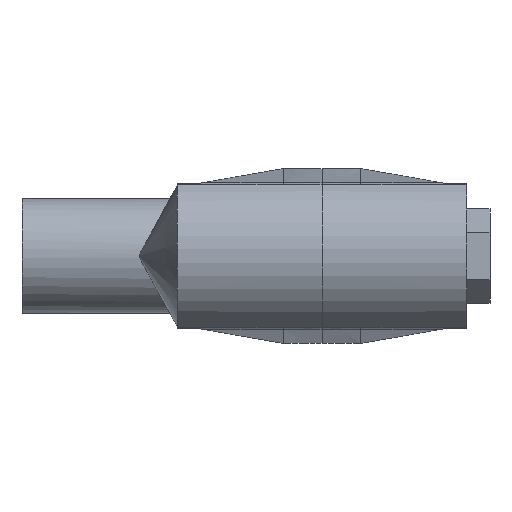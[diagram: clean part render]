
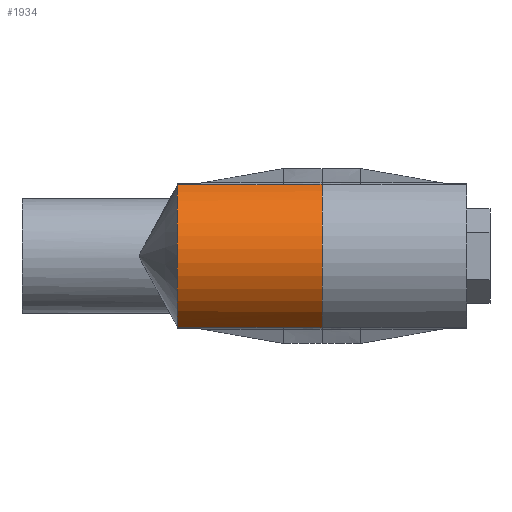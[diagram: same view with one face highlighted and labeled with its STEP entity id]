
A CAD part, left-side view. The second image highlights one B-rep face of the part: STEP entity #1934.
In plain terms, the highlighted cylindrical face has radius 10.4 mm (diameter 20.8 mm), a partial arc.
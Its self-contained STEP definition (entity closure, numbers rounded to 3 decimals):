
#24 = DIRECTION ( 'NONE',  ( 0., 1., 0. ) ) ;
#140 = CARTESIAN_POINT ( 'NONE',  ( -18.691, 15.875, 9.337 ) ) ;
#174 = CARTESIAN_POINT ( 'NONE',  ( -18.663, 18.413, -9.351 ) ) ;
#188 = CYLINDRICAL_SURFACE ( 'NONE', #2120, 10.4 ) ;
#217 = CARTESIAN_POINT ( 'NONE',  ( -18.654, 17.107, 9.355 ) ) ;
#288 = EDGE_CURVE ( 'NONE', #2726, #1366, #1781, .T. ) ;
#518 = CARTESIAN_POINT ( 'NONE',  ( -18.674, 19.573, -9.345 ) ) ;
#564 = CARTESIAN_POINT ( 'NONE',  ( -18.691, 20.951, -9.337 ) ) ;
#568 = CARTESIAN_POINT ( 'NONE',  ( -18.651, 16.286, 9.357 ) ) ;
#612 = VECTOR ( 'NONE', #2182, 1000. ) ;
#732 = VERTEX_POINT ( 'NONE', #2123 ) ;
#774 = B_SPLINE_CURVE_WITH_KNOTS ( 'NONE', 3,
 ( #852, #1514, #3936, #1860, #4290, #2197, #174, #2553, #518, #2912, #870, #3250, #1204 ),
 .UNSPECIFIED., .F., .F.,
 ( 4, 3, 3, 3, 4 ),
 ( 0., 0.001, 0.003, 0.004, 0.005 ),
 .UNSPECIFIED. ) ;
#787 = EDGE_CURVE ( 'NONE', #1366, #1648, #2653, .T. ) ;
#837 = AXIS2_PLACEMENT_3D ( 'NONE', #857, #3235, #1194 ) ;
#852 = CARTESIAN_POINT ( 'NONE',  ( -18.651, 15.875, -9.357 ) ) ;
#857 = CARTESIAN_POINT ( 'NONE',  ( -14.111, 15.875, 0. ) ) ;
#870 = CARTESIAN_POINT ( 'NONE',  ( -18.684, 20.419, -9.341 ) ) ;
#1020 = CARTESIAN_POINT ( 'NONE',  ( -18.691, 20.951, 9.337 ) ) ;
#1065 = DIRECTION ( 'NONE',  ( 0., 0., -1. ) ) ;
#1099 = EDGE_LOOP ( 'NONE', ( #3259, #2946, #4066, #1871, #3856, #1906 ) ) ;
#1194 = DIRECTION ( 'NONE',  ( 0., 0., 1. ) ) ;
#1204 = CARTESIAN_POINT ( 'NONE',  ( -18.691, 20.951, -9.337 ) ) ;
#1230 = CARTESIAN_POINT ( 'NONE',  ( -18.684, 20.419, 9.341 ) ) ;
#1366 = VERTEX_POINT ( 'NONE', #4179 ) ;
#1404 = AXIS2_PLACEMENT_3D ( 'NONE', #2783, #24, #4224 ) ;
#1416 = CARTESIAN_POINT ( 'NONE',  ( -14.111, 15.875, 0. ) ) ;
#1445 = EDGE_CURVE ( 'NONE', #3732, #732, #1835, .T. ) ;
#1514 = CARTESIAN_POINT ( 'NONE',  ( -18.651, 16.286, -9.357 ) ) ;
#1573 = CARTESIAN_POINT ( 'NONE',  ( -18.674, 19.573, 9.345 ) ) ;
#1648 = VERTEX_POINT ( 'NONE', #1718 ) ;
#1713 = LINE ( 'NONE', #140, #612 ) ;
#1718 = CARTESIAN_POINT ( 'NONE',  ( -18.691, 34.798, 9.337 ) ) ;
#1758 = DIRECTION ( 'NONE',  ( 0., 1., 0. ) ) ;
#1781 = LINE ( 'NONE', #4012, #2309 ) ;
#1835 = B_SPLINE_CURVE_WITH_KNOTS ( 'NONE', 3,
 ( #2937, #2224, #1230, #3616, #1573, #3980, #1903, #4336, #2243, #217, #2604, #568, #2952 ),
 .UNSPECIFIED., .F., .F.,
 ( 4, 3, 3, 3, 4 ),
 ( 0., 0.001, 0.003, 0.004, 0.005 ),
 .UNSPECIFIED. ) ;
#1860 = CARTESIAN_POINT ( 'NONE',  ( -18.654, 17.107, -9.355 ) ) ;
#1871 = ORIENTED_EDGE ( 'NONE', *, *, #787, .F. ) ;
#1903 = CARTESIAN_POINT ( 'NONE',  ( -18.663, 18.413, 9.351 ) ) ;
#1906 = ORIENTED_EDGE ( 'NONE', *, *, #2452, .F. ) ;
#1934 = ADVANCED_FACE ( 'NONE', ( #2916 ), #188, .T. ) ;
#2120 = AXIS2_PLACEMENT_3D ( 'NONE', #1416, #1758, #1065 ) ;
#2123 = CARTESIAN_POINT ( 'NONE',  ( -18.651, 15.875, 9.357 ) ) ;
#2132 = CIRCLE ( 'NONE', #837, 10.4 ) ;
#2182 = DIRECTION ( 'NONE',  ( 0., -1., 0. ) ) ;
#2197 = CARTESIAN_POINT ( 'NONE',  ( -18.659, 17.977, -9.353 ) ) ;
#2224 = CARTESIAN_POINT ( 'NONE',  ( -18.687, 20.685, 9.339 ) ) ;
#2243 = CARTESIAN_POINT ( 'NONE',  ( -18.656, 17.542, 9.354 ) ) ;
#2265 = DIRECTION ( 'NONE',  ( 0., 1., 0. ) ) ;
#2309 = VECTOR ( 'NONE', #2265, 1000. ) ;
#2419 = EDGE_CURVE ( 'NONE', #1648, #3732, #1713, .T. ) ;
#2452 = EDGE_CURVE ( 'NONE', #3630, #2726, #774, .T. ) ;
#2553 = CARTESIAN_POINT ( 'NONE',  ( -18.668, 18.993, -9.349 ) ) ;
#2604 = CARTESIAN_POINT ( 'NONE',  ( -18.652, 16.696, 9.356 ) ) ;
#2653 = CIRCLE ( 'NONE', #1404, 10.4 ) ;
#2726 = VERTEX_POINT ( 'NONE', #564 ) ;
#2783 = CARTESIAN_POINT ( 'NONE',  ( -14.111, 34.798, 0. ) ) ;
#2820 = CARTESIAN_POINT ( 'NONE',  ( -18.651, 15.875, -9.357 ) ) ;
#2912 = CARTESIAN_POINT ( 'NONE',  ( -18.681, 20.154, -9.342 ) ) ;
#2916 = FACE_OUTER_BOUND ( 'NONE', #1099, .T. ) ;
#2937 = CARTESIAN_POINT ( 'NONE',  ( -18.691, 20.951, 9.337 ) ) ;
#2946 = ORIENTED_EDGE ( 'NONE', *, *, #1445, .F. ) ;
#2952 = CARTESIAN_POINT ( 'NONE',  ( -18.651, 15.875, 9.357 ) ) ;
#3073 = EDGE_CURVE ( 'NONE', #3630, #732, #2132, .T. ) ;
#3235 = DIRECTION ( 'NONE',  ( 0., 1., 0. ) ) ;
#3250 = CARTESIAN_POINT ( 'NONE',  ( -18.687, 20.685, -9.339 ) ) ;
#3259 = ORIENTED_EDGE ( 'NONE', *, *, #3073, .T. ) ;
#3616 = CARTESIAN_POINT ( 'NONE',  ( -18.681, 20.154, 9.342 ) ) ;
#3630 = VERTEX_POINT ( 'NONE', #2820 ) ;
#3732 = VERTEX_POINT ( 'NONE', #1020 ) ;
#3856 = ORIENTED_EDGE ( 'NONE', *, *, #288, .F. ) ;
#3936 = CARTESIAN_POINT ( 'NONE',  ( -18.652, 16.696, -9.356 ) ) ;
#3980 = CARTESIAN_POINT ( 'NONE',  ( -18.668, 18.993, 9.349 ) ) ;
#4012 = CARTESIAN_POINT ( 'NONE',  ( -18.691, 15.875, -9.337 ) ) ;
#4066 = ORIENTED_EDGE ( 'NONE', *, *, #2419, .F. ) ;
#4179 = CARTESIAN_POINT ( 'NONE',  ( -18.691, 34.798, -9.337 ) ) ;
#4224 = DIRECTION ( 'NONE',  ( 0., 0., 1. ) ) ;
#4290 = CARTESIAN_POINT ( 'NONE',  ( -18.656, 17.542, -9.354 ) ) ;
#4336 = CARTESIAN_POINT ( 'NONE',  ( -18.659, 17.977, 9.353 ) ) ;
